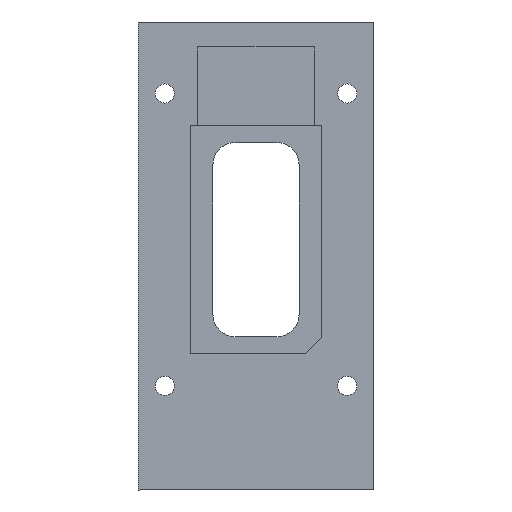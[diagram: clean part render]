
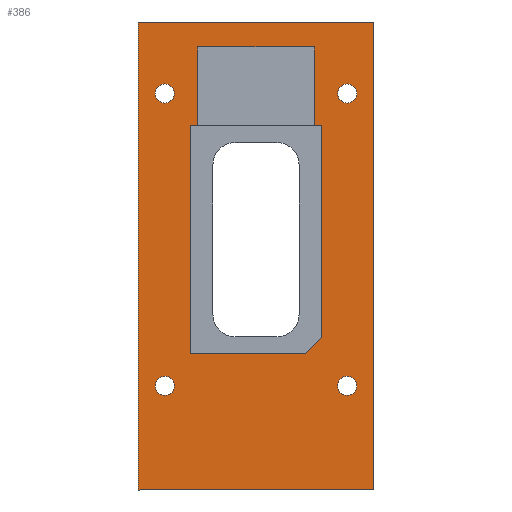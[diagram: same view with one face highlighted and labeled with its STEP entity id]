
A CAD part, front view. The second image highlights one B-rep face of the part: STEP entity #386.
In plain terms, the highlighted planar face has unit normal (0, -1, 0).
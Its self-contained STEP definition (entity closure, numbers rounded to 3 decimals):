
#66 = VERTEX_POINT('',#67);
#67 = CARTESIAN_POINT('',(18.5,-7.,-3.117));
#73 = EDGE_CURVE('',#74,#66,#76,.T.);
#74 = VERTEX_POINT('',#75);
#75 = CARTESIAN_POINT('',(-18.5,-7.,-3.117));
#76 = LINE('',#77,#78);
#77 = CARTESIAN_POINT('',(-18.5,-7.,-3.117));
#78 = VECTOR('',#79,1.);
#79 = DIRECTION('',(1.,0.,0.));
#309 = EDGE_CURVE('',#74,#310,#312,.T.);
#310 = VERTEX_POINT('',#311);
#311 = CARTESIAN_POINT('',(-18.5,-7.,70.3));
#312 = LINE('',#313,#314);
#313 = CARTESIAN_POINT('',(-18.5,-7.,-3.117));
#314 = VECTOR('',#315,1.);
#315 = DIRECTION('',(0.,0.,1.));
#350 = EDGE_CURVE('',#66,#351,#353,.T.);
#351 = VERTEX_POINT('',#352);
#352 = CARTESIAN_POINT('',(18.5,-7.,70.3));
#353 = LINE('',#354,#355);
#354 = CARTESIAN_POINT('',(18.5,-7.,-3.117));
#355 = VECTOR('',#356,1.);
#356 = DIRECTION('',(0.,0.,1.));
#386 = ADVANCED_FACE('',(#387,#398,#409,#420,#494,#505),#516,.T.);
#387 = FACE_BOUND('',#388,.T.);
#388 = EDGE_LOOP('',(#389,#390,#391,#397));
#389 = ORIENTED_EDGE('',*,*,#73,.T.);
#390 = ORIENTED_EDGE('',*,*,#350,.T.);
#391 = ORIENTED_EDGE('',*,*,#392,.F.);
#392 = EDGE_CURVE('',#310,#351,#393,.T.);
#393 = LINE('',#394,#395);
#394 = CARTESIAN_POINT('',(-18.5,-7.,70.3));
#395 = VECTOR('',#396,1.);
#396 = DIRECTION('',(1.,0.,0.));
#397 = ORIENTED_EDGE('',*,*,#309,.F.);
#398 = FACE_BOUND('',#399,.T.);
#399 = EDGE_LOOP('',(#400));
#400 = ORIENTED_EDGE('',*,*,#401,.T.);
#401 = EDGE_CURVE('',#402,#402,#404,.T.);
#402 = VERTEX_POINT('',#403);
#403 = CARTESIAN_POINT('',(15.805,-7.,13.22));
#404 = CIRCLE('',#405,1.5);
#405 = AXIS2_PLACEMENT_3D('',#406,#407,#408);
#406 = CARTESIAN_POINT('',(14.305,-7.,13.22));
#407 = DIRECTION('',(0.,1.,0.));
#408 = DIRECTION('',(1.,0.,0.));
#409 = FACE_BOUND('',#410,.T.);
#410 = EDGE_LOOP('',(#411));
#411 = ORIENTED_EDGE('',*,*,#412,.T.);
#412 = EDGE_CURVE('',#413,#413,#415,.T.);
#413 = VERTEX_POINT('',#414);
#414 = CARTESIAN_POINT('',(15.805,-7.,59.08));
#415 = CIRCLE('',#416,1.5);
#416 = AXIS2_PLACEMENT_3D('',#417,#418,#419);
#417 = CARTESIAN_POINT('',(14.305,-7.,59.08));
#418 = DIRECTION('',(0.,1.,0.));
#419 = DIRECTION('',(1.,0.,0.));
#420 = FACE_BOUND('',#421,.T.);
#421 = EDGE_LOOP('',(#422,#432,#440,#448,#456,#464,#472,#480,#488));
#422 = ORIENTED_EDGE('',*,*,#423,.F.);
#423 = EDGE_CURVE('',#424,#426,#428,.T.);
#424 = VERTEX_POINT('',#425);
#425 = CARTESIAN_POINT('',(10.305,-7.,54.08));
#426 = VERTEX_POINT('',#427);
#427 = CARTESIAN_POINT('',(9.15,-7.,54.08));
#428 = LINE('',#429,#430);
#429 = CARTESIAN_POINT('',(-14.403,-7.,54.08));
#430 = VECTOR('',#431,1.);
#431 = DIRECTION('',(-1.,0.,0.));
#432 = ORIENTED_EDGE('',*,*,#433,.F.);
#433 = EDGE_CURVE('',#434,#424,#436,.T.);
#434 = VERTEX_POINT('',#435);
#435 = CARTESIAN_POINT('',(10.305,-7.,20.76));
#436 = LINE('',#437,#438);
#437 = CARTESIAN_POINT('',(10.305,-7.,25.482));
#438 = VECTOR('',#439,1.);
#439 = DIRECTION('',(0.,0.,1.));
#440 = ORIENTED_EDGE('',*,*,#441,.F.);
#441 = EDGE_CURVE('',#442,#434,#444,.T.);
#442 = VERTEX_POINT('',#443);
#443 = CARTESIAN_POINT('',(7.765,-7.,18.22));
#444 = LINE('',#445,#446);
#445 = CARTESIAN_POINT('',(-2.865,-7.,7.59));
#446 = VECTOR('',#447,1.);
#447 = DIRECTION('',(0.707,0.,0.707));
#448 = ORIENTED_EDGE('',*,*,#449,.F.);
#449 = EDGE_CURVE('',#450,#442,#452,.T.);
#450 = VERTEX_POINT('',#451);
#451 = CARTESIAN_POINT('',(-10.305,-7.,18.22));
#452 = LINE('',#453,#454);
#453 = CARTESIAN_POINT('',(-5.368,-7.,18.22));
#454 = VECTOR('',#455,1.);
#455 = DIRECTION('',(1.,0.,0.));
#456 = ORIENTED_EDGE('',*,*,#457,.F.);
#457 = EDGE_CURVE('',#458,#450,#460,.T.);
#458 = VERTEX_POINT('',#459);
#459 = CARTESIAN_POINT('',(-10.305,-7.,54.08));
#460 = LINE('',#461,#462);
#461 = CARTESIAN_POINT('',(-10.305,-7.,7.552));
#462 = VECTOR('',#463,1.);
#463 = DIRECTION('',(0.,0.,-1.));
#464 = ORIENTED_EDGE('',*,*,#465,.F.);
#465 = EDGE_CURVE('',#466,#458,#468,.T.);
#466 = VERTEX_POINT('',#467);
#467 = CARTESIAN_POINT('',(-9.15,-7.,54.08));
#468 = LINE('',#469,#470);
#469 = CARTESIAN_POINT('',(-14.403,-7.,54.08));
#470 = VECTOR('',#471,1.);
#471 = DIRECTION('',(-1.,0.,0.));
#472 = ORIENTED_EDGE('',*,*,#473,.F.);
#473 = EDGE_CURVE('',#474,#466,#476,.T.);
#474 = VERTEX_POINT('',#475);
#475 = CARTESIAN_POINT('',(-9.15,-7.,66.38));
#476 = LINE('',#477,#478);
#477 = CARTESIAN_POINT('',(-9.15,-7.,66.38));
#478 = VECTOR('',#479,1.);
#479 = DIRECTION('',(0.,0.,-1.));
#480 = ORIENTED_EDGE('',*,*,#481,.F.);
#481 = EDGE_CURVE('',#482,#474,#484,.T.);
#482 = VERTEX_POINT('',#483);
#483 = CARTESIAN_POINT('',(9.15,-7.,66.38));
#484 = LINE('',#485,#486);
#485 = CARTESIAN_POINT('',(9.15,-7.,66.38));
#486 = VECTOR('',#487,1.);
#487 = DIRECTION('',(-1.,0.,0.));
#488 = ORIENTED_EDGE('',*,*,#489,.F.);
#489 = EDGE_CURVE('',#426,#482,#490,.T.);
#490 = LINE('',#491,#492);
#491 = CARTESIAN_POINT('',(9.15,-7.,54.08));
#492 = VECTOR('',#493,1.);
#493 = DIRECTION('',(0.,0.,1.));
#494 = FACE_BOUND('',#495,.T.);
#495 = EDGE_LOOP('',(#496));
#496 = ORIENTED_EDGE('',*,*,#497,.T.);
#497 = EDGE_CURVE('',#498,#498,#500,.T.);
#498 = VERTEX_POINT('',#499);
#499 = CARTESIAN_POINT('',(-12.805,-7.,13.22));
#500 = CIRCLE('',#501,1.5);
#501 = AXIS2_PLACEMENT_3D('',#502,#503,#504);
#502 = CARTESIAN_POINT('',(-14.305,-7.,13.22));
#503 = DIRECTION('',(0.,1.,0.));
#504 = DIRECTION('',(1.,0.,0.));
#505 = FACE_BOUND('',#506,.T.);
#506 = EDGE_LOOP('',(#507));
#507 = ORIENTED_EDGE('',*,*,#508,.T.);
#508 = EDGE_CURVE('',#509,#509,#511,.T.);
#509 = VERTEX_POINT('',#510);
#510 = CARTESIAN_POINT('',(-12.805,-7.,59.08));
#511 = CIRCLE('',#512,1.5);
#512 = AXIS2_PLACEMENT_3D('',#513,#514,#515);
#513 = CARTESIAN_POINT('',(-14.305,-7.,59.08));
#514 = DIRECTION('',(0.,1.,0.));
#515 = DIRECTION('',(1.,0.,0.));
#516 = PLANE('',#517);
#517 = AXIS2_PLACEMENT_3D('',#518,#519,#520);
#518 = CARTESIAN_POINT('',(-18.5,-7.,-3.117));
#519 = DIRECTION('',(0.,-1.,0.));
#520 = DIRECTION('',(0.,0.,1.));
